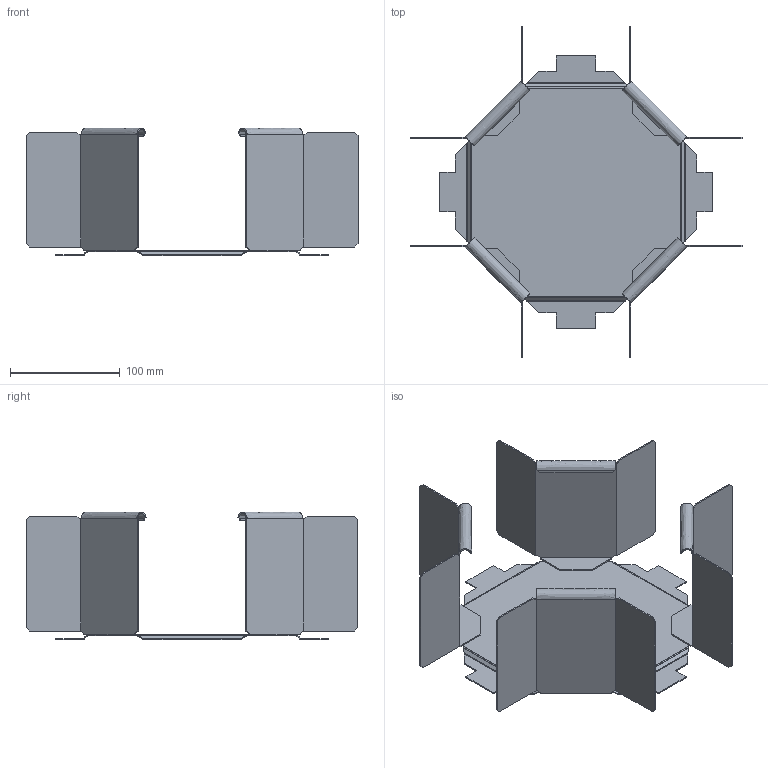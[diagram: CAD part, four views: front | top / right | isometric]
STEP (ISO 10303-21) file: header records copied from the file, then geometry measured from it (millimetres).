
FILE_DESCRIPTION(/* description */ (''),/* implementation_level */ '2;1');
FILE_NAME(/* name */ '7115113',/* time_stamp */ '2016-02-25T18:03:31+01:00',/* author */ (''),/* organization */ (''),/* preprocessor_version */ 'ST-DEVELOPER v15',/* originating_system */ '',/* authorisation */ '');
FILE_SCHEMA (('CONFIG_CONTROL_DESIGN'));
Length unit declared in the file: millimetre
Products named in the file (2): Document; Block 01
Assembly tree (1 placements, depth 2):
  Document
    Block 01
Bounding box: 303.09 x 302.86 x 116.54 mm (x, y, z)
Volume: 102388.6 mm3; surface area: 247000.2 mm2
Topology: 4 solids, 5 shells, 258 faces, 648 edges, 392 vertices
Faces by surface type: plane 202, bspline 56
Entity records: 7600 total; most frequent: CARTESIAN_POINT 3071, ORIENTED_EDGE 1280, EDGE_CURVE 648, B_SPLINE_CURVE_WITH_KNOTS 608, VERTEX_POINT 392, ADVANCED_FACE 258, FACE_OUTER_BOUND 258, EDGE_LOOP 258
